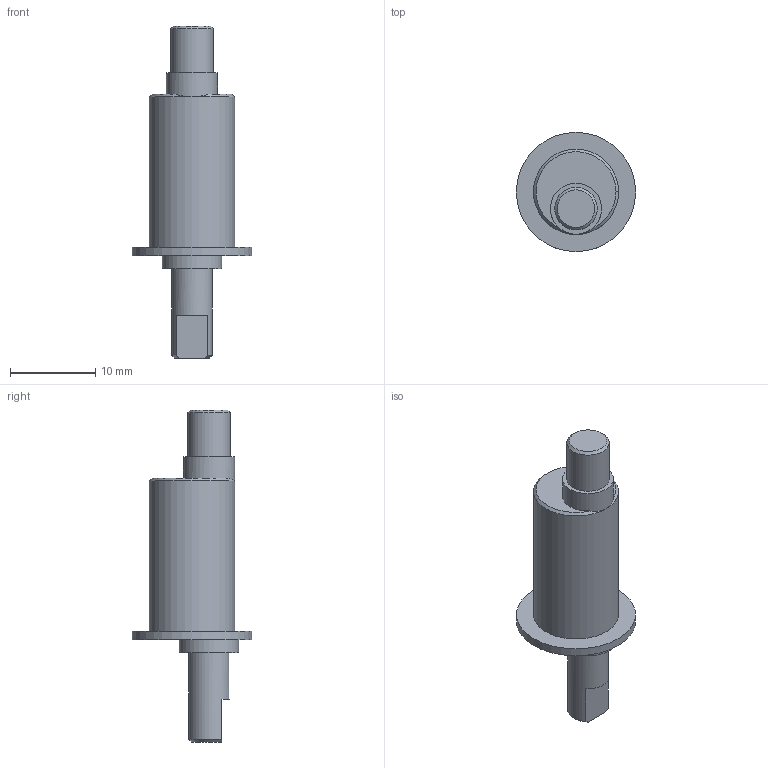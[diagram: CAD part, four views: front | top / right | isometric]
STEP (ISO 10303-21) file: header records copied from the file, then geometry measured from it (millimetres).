
FILE_DESCRIPTION(/* description */ (''),/* implementation_level */ '2;1');
FILE_NAME(/* name */ 'Pce_Axe_Excentrique_V2004121330.step',/* time_stamp */ '2020-04-21T23:00:29+02:00',/* author */ (''),/* organization */ (''),/* preprocessor_version */ 'ST-DEVELOPER v18.1',/* originating_system */ 'Autodesk Translation Framework v9.2.0.1227',/* authorisation */ '');
FILE_SCHEMA (('AUTOMOTIVE_DESIGN { 1 0 10303 214 3 1 1 }'));
Length unit declared in the file: millimetre
Products named in the file (1): Pce_Axe_Excentrique_V2004121330
Bounding box: 14 x 14 x 39 mm (x, y, z)
Volume: 1979.9 mm3; surface area: 1229.4 mm2
Topology: 1 solids, 1 shells, 19 faces, 46 edges, 33 vertices
Faces by surface type: plane 9, cylinder 6, cone 4
Full cylindrical faces by diameter (mm): 4.8 x1, 5 x1, 6 x1, 7 x1, 10 x1, 14 x1
Entity records: 634 total; most frequent: CARTESIAN_POINT 117, DIRECTION 112, ORIENTED_EDGE 92, AXIS2_PLACEMENT_3D 50, EDGE_CURVE 46, VERTEX_POINT 33, CIRCLE 30, EDGE_LOOP 23
